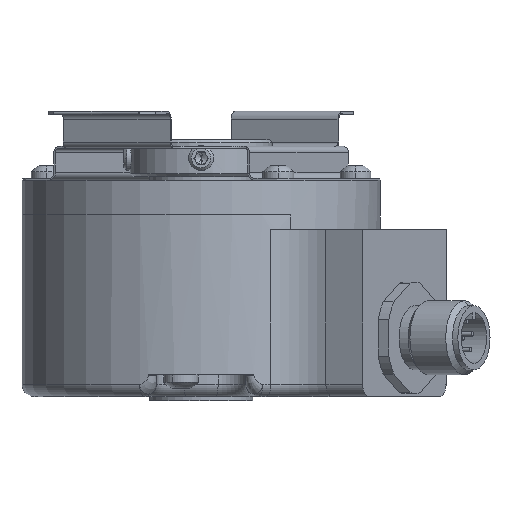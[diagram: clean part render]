
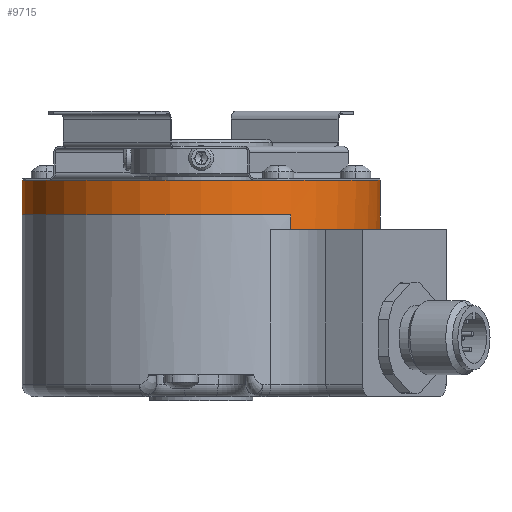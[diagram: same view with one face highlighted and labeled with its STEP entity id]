
A CAD part, front view. The second image highlights one B-rep face of the part: STEP entity #9715.
In plain terms, the highlighted cylindrical face has radius 29 mm (diameter 58 mm), a partial arc.
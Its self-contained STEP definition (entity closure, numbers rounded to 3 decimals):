
#66=DIRECTION('',(0.,0.,-1.));
#67=VECTOR('',#66,2.4);
#68=CARTESIAN_POINT('',(14.5,-25.115,12.4));
#69=LINE('',#68,#67);
#170=CARTESIAN_POINT('',(0.,0.,12.4));
#171=DIRECTION('',(0.,0.,1.));
#172=DIRECTION('',(1.,0.,0.));
#173=AXIS2_PLACEMENT_3D('',#170,#171,#172);
#175=DIRECTION('',(0.,0.,1.));
#176=VECTOR('',#175,5.6);
#177=CARTESIAN_POINT('',(29.,0.,12.4));
#178=LINE('',#177,#176);
#179=DIRECTION('',(0.,0.,-1.));
#180=VECTOR('',#179,27.4);
#181=CARTESIAN_POINT('',(-14.5,25.115,12.4));
#182=LINE('',#181,#180);
#183=CARTESIAN_POINT('',(18.616,22.236,-15.));
#184=CARTESIAN_POINT('',(18.637,22.218,-15.004));
#185=CARTESIAN_POINT('',(18.683,22.18,-14.993));
#186=CARTESIAN_POINT('',(18.755,22.119,-14.981));
#187=CARTESIAN_POINT('',(18.83,22.055,-14.957));
#188=CARTESIAN_POINT('',(18.908,21.988,-14.924));
#189=CARTESIAN_POINT('',(18.989,21.918,-14.881));
#190=CARTESIAN_POINT('',(19.071,21.847,-14.827));
#191=CARTESIAN_POINT('',(19.155,21.774,-14.762));
#192=CARTESIAN_POINT('',(19.236,21.702,-14.687));
#193=CARTESIAN_POINT('',(19.315,21.632,-14.603));
#194=CARTESIAN_POINT('',(19.389,21.566,-14.511));
#195=CARTESIAN_POINT('',(19.456,21.505,-14.414));
#196=CARTESIAN_POINT('',(19.516,21.451,-14.314));
#197=CARTESIAN_POINT('',(19.567,21.404,-14.213));
#198=CARTESIAN_POINT('',(19.61,21.365,-14.112));
#199=CARTESIAN_POINT('',(19.645,21.332,-14.014));
#200=CARTESIAN_POINT('',(19.673,21.307,-13.918));
#201=CARTESIAN_POINT('',(19.693,21.288,-13.826));
#202=CARTESIAN_POINT('',(19.707,21.275,-13.737));
#203=CARTESIAN_POINT('',(19.715,21.268,-13.651));
#204=CARTESIAN_POINT('',(19.718,21.265,-13.596));
#205=CARTESIAN_POINT('',(19.717,21.266,-13.57));
#207=CARTESIAN_POINT('',(28.565,5.004,-15.));
#208=CARTESIAN_POINT('',(28.56,5.031,-15.004));
#209=CARTESIAN_POINT('',(28.55,5.09,-14.993));
#210=CARTESIAN_POINT('',(28.533,5.183,-14.981));
#211=CARTESIAN_POINT('',(28.515,5.28,-14.957));
#212=CARTESIAN_POINT('',(28.496,5.381,-14.924));
#213=CARTESIAN_POINT('',(28.476,5.486,-14.881));
#214=CARTESIAN_POINT('',(28.456,5.593,-14.827));
#215=CARTESIAN_POINT('',(28.434,5.701,-14.762));
#216=CARTESIAN_POINT('',(28.412,5.808,-14.687));
#217=CARTESIAN_POINT('',(28.391,5.911,-14.603));
#218=CARTESIAN_POINT('',(28.371,6.008,-14.511));
#219=CARTESIAN_POINT('',(28.352,6.097,-14.414));
#220=CARTESIAN_POINT('',(28.335,6.175,-14.314));
#221=CARTESIAN_POINT('',(28.32,6.243,-14.213));
#222=CARTESIAN_POINT('',(28.307,6.301,-14.112));
#223=CARTESIAN_POINT('',(28.297,6.347,-14.014));
#224=CARTESIAN_POINT('',(28.289,6.384,-13.918));
#225=CARTESIAN_POINT('',(28.283,6.411,-13.826));
#226=CARTESIAN_POINT('',(28.278,6.43,-13.737));
#227=CARTESIAN_POINT('',(28.276,6.44,-13.651));
#228=CARTESIAN_POINT('',(28.275,6.444,-13.596));
#229=CARTESIAN_POINT('',(28.275,6.443,-13.57));
#231=DIRECTION('',(0.,0.,-1.));
#232=VECTOR('',#231,25.);
#233=CARTESIAN_POINT('',(28.781,3.561,10.));
#234=LINE('',#233,#232);
#235=CARTESIAN_POINT('',(0.,0.,12.4));
#236=DIRECTION('',(0.,0.,1.));
#237=DIRECTION('',(-1.,0.,0.));
#238=AXIS2_PLACEMENT_3D('',#235,#236,#237);
#240=DIRECTION('',(0.,0.,1.));
#241=VECTOR('',#240,5.6);
#242=CARTESIAN_POINT('',(-29.,0.,12.4));
#243=LINE('',#242,#241);
#244=CARTESIAN_POINT('',(0.,0.,-15.));
#245=DIRECTION('',(0.,0.,-1.));
#246=DIRECTION('',(-0.5,0.866,0.));
#247=AXIS2_PLACEMENT_3D('',#244,#245,#246);
#963=CARTESIAN_POINT('',(0.,0.,18.));
#964=DIRECTION('',(0.,0.,1.));
#965=DIRECTION('',(-1.,0.,0.));
#966=AXIS2_PLACEMENT_3D('',#963,#964,#965);
#3020=CARTESIAN_POINT('',(0.,0.,-13.5));
#3021=DIRECTION('',(0.,0.,1.));
#3022=DIRECTION('',(0.975,0.222,0.));
#3023=AXIS2_PLACEMENT_3D('',#3020,#3021,#3022);
#3082=DIRECTION('',(0.,0.,1.));
#3083=VECTOR('',#3082,0.07);
#3084=CARTESIAN_POINT('',(19.717,21.266,-13.57));
#3085=LINE('',#3084,#3083);
#3275=CARTESIAN_POINT('',(0.,0.,-15.));
#3276=DIRECTION('',(0.,0.,-1.));
#3277=DIRECTION('',(0.985,0.173,0.));
#3278=AXIS2_PLACEMENT_3D('',#3275,#3276,#3277);
#3304=CARTESIAN_POINT('',(0.,0.,10.));
#3305=DIRECTION('',(0.,0.,-1.));
#3306=DIRECTION('',(0.992,0.123,0.));
#3307=AXIS2_PLACEMENT_3D('',#3304,#3305,#3306);
#3345=DIRECTION('',(0.,0.,-1.));
#3346=VECTOR('',#3345,0.07);
#3347=CARTESIAN_POINT('',(28.275,6.443,-13.5));
#3348=LINE('',#3347,#3346);
#7890=CARTESIAN_POINT('',(29.,0.,18.));
#7891=CARTESIAN_POINT('',(-29.,0.,18.));
#7892=VERTEX_POINT('',#7890);
#7893=VERTEX_POINT('',#7891);
#9020=CARTESIAN_POINT('',(28.781,3.561,10.));
#9021=CARTESIAN_POINT('',(14.5,-25.115,10.));
#9022=VERTEX_POINT('',#9020);
#9023=VERTEX_POINT('',#9021);
#9026=CARTESIAN_POINT('',(28.275,6.443,-13.5));
#9027=CARTESIAN_POINT('',(19.717,21.266,-13.5));
#9028=VERTEX_POINT('',#9026);
#9029=VERTEX_POINT('',#9027);
#9048=CARTESIAN_POINT('',(28.781,3.561,-15.));
#9049=VERTEX_POINT('',#9048);
#9052=CARTESIAN_POINT('',(28.565,5.004,-15.));
#9053=VERTEX_POINT('',#9052);
#9070=CARTESIAN_POINT('',(-14.5,25.115,-15.));
#9071=CARTESIAN_POINT('',(18.616,22.236,-15.));
#9072=VERTEX_POINT('',#9070);
#9073=VERTEX_POINT('',#9071);
#9172=VERTEX_POINT('',#229);
#9176=CARTESIAN_POINT('',(19.717,21.266,-13.57));
#9177=VERTEX_POINT('',#9176);
#9198=CARTESIAN_POINT('',(29.,0.,12.4));
#9199=CARTESIAN_POINT('',(-14.5,25.115,12.4));
#9200=VERTEX_POINT('',#9198);
#9201=VERTEX_POINT('',#9199);
#9202=CARTESIAN_POINT('',(-29.,0.,12.4));
#9203=CARTESIAN_POINT('',(14.5,-25.115,12.4));
#9204=VERTEX_POINT('',#9202);
#9205=VERTEX_POINT('',#9203);
#9682=CARTESIAN_POINT('',(0.,0.,0.));
#9683=DIRECTION('',(0.,0.,1.));
#9684=DIRECTION('',(1.,0.,0.));
#9685=AXIS2_PLACEMENT_3D('',#9682,#9683,#9684);
#9686=CYLINDRICAL_SURFACE('',#9685,29.);
#9687=ORIENTED_EDGE('',*,*,#9675,.F.);
#9688=ORIENTED_EDGE('',*,*,#9673,.T.);
#9689=ORIENTED_EDGE('',*,*,#9671,.T.);
#9691=ORIENTED_EDGE('',*,*,#9690,.T.);
#9693=ORIENTED_EDGE('',*,*,#9692,.T.);
#9695=ORIENTED_EDGE('',*,*,#9694,.T.);
#9697=ORIENTED_EDGE('',*,*,#9696,.F.);
#9699=ORIENTED_EDGE('',*,*,#9698,.T.);
#9701=ORIENTED_EDGE('',*,*,#9700,.F.);
#9703=ORIENTED_EDGE('',*,*,#9702,.T.);
#9705=ORIENTED_EDGE('',*,*,#9704,.F.);
#9707=ORIENTED_EDGE('',*,*,#9706,.T.);
#9708=ORIENTED_EDGE('',*,*,#9640,.F.);
#9709=ORIENTED_EDGE('',*,*,#9638,.F.);
#9710=ORIENTED_EDGE('',*,*,#9636,.T.);
#9712=ORIENTED_EDGE('',*,*,#9711,.T.);
#9713=EDGE_LOOP('',(#9687,#9688,#9689,#9691,#9693,#9695,#9697,#9699,#9701,#9703,
#9705,#9707,#9708,#9709,#9710,#9712));
#9714=FACE_OUTER_BOUND('',#9713,.F.);
#174=CIRCLE('',#173,29.);
#206=B_SPLINE_CURVE_WITH_KNOTS('',3,(#183,#184,#185,#186,#187,#188,#189,#190,
#191,#192,#193,#194,#195,#196,#197,#198,#199,#200,#201,#202,#203,#204,#205),
.UNSPECIFIED.,.F.,.F.,(4,1,1,1,1,1,1,1,1,1,1,1,1,1,1,1,1,1,1,1,4),(0.,0.05,
0.1,0.15,0.2,0.25,0.3,0.35,0.4,0.45,0.5,0.55,0.6,0.65,
0.7,0.75,0.8,0.85,0.9,0.95,1.),.UNSPECIFIED.);
#230=B_SPLINE_CURVE_WITH_KNOTS('',3,(#207,#208,#209,#210,#211,#212,#213,#214,
#215,#216,#217,#218,#219,#220,#221,#222,#223,#224,#225,#226,#227,#228,#229),
.UNSPECIFIED.,.F.,.F.,(4,1,1,1,1,1,1,1,1,1,1,1,1,1,1,1,1,1,1,1,4),(0.,0.05,
0.1,0.15,0.2,0.25,0.3,0.35,0.4,0.45,0.5,0.55,0.6,0.65,
0.7,0.75,0.8,0.85,0.9,0.95,1.),.UNSPECIFIED.);
#239=CIRCLE('',#238,29.);
#248=CIRCLE('',#247,29.);
#967=CIRCLE('',#966,29.);
#3024=CIRCLE('',#3023,29.);
#3279=CIRCLE('',#3278,29.);
#3308=CIRCLE('',#3307,29.);
#9636=EDGE_CURVE('',#9204,#7893,#243,.T.);
#9638=EDGE_CURVE('',#9204,#9205,#239,.T.);
#9640=EDGE_CURVE('',#9205,#9023,#69,.T.);
#9671=EDGE_CURVE('',#9201,#9072,#182,.T.);
#9673=EDGE_CURVE('',#9200,#9201,#174,.T.);
#9675=EDGE_CURVE('',#9200,#7892,#178,.T.);
#9690=EDGE_CURVE('',#9072,#9073,#248,.T.);
#9692=EDGE_CURVE('',#9073,#9177,#206,.T.);
#9694=EDGE_CURVE('',#9177,#9029,#3085,.T.);
#9696=EDGE_CURVE('',#9028,#9029,#3024,.T.);
#9698=EDGE_CURVE('',#9028,#9172,#3348,.T.);
#9700=EDGE_CURVE('',#9053,#9172,#230,.T.);
#9702=EDGE_CURVE('',#9053,#9049,#3279,.T.);
#9704=EDGE_CURVE('',#9022,#9049,#234,.T.);
#9706=EDGE_CURVE('',#9022,#9023,#3308,.T.);
#9711=EDGE_CURVE('',#7893,#7892,#967,.T.);
#9715=ADVANCED_FACE('',(#9714),#9686,.T.);
